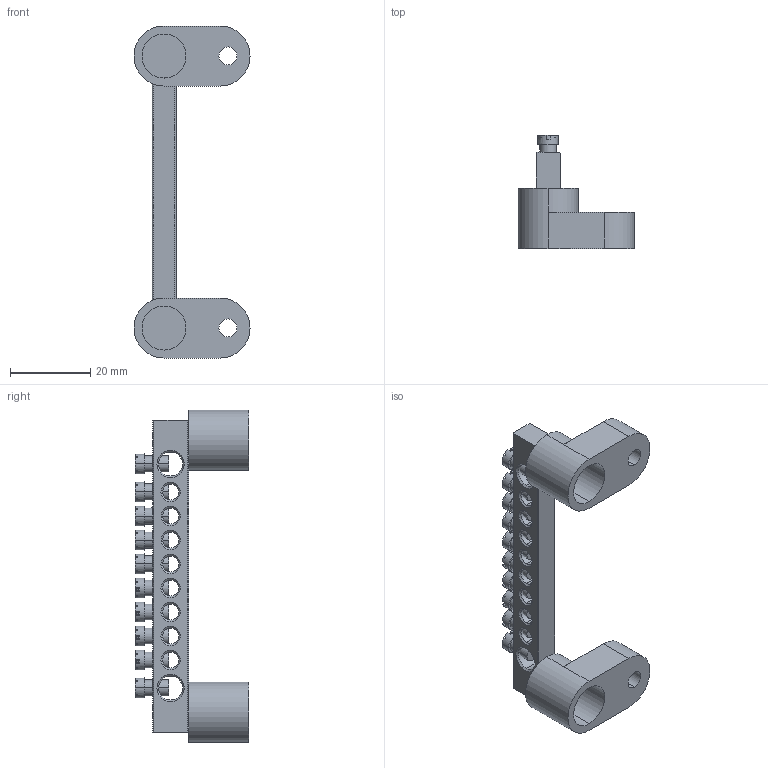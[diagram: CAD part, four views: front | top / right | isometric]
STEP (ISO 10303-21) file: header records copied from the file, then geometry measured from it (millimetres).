
FILE_DESCRIPTION (( 'STEP AP214' ), '1' );
FILE_NAME ('YNN10-69-10C2-K05 Øèíà PE çåìëÿ íà äâóõ óãëîâûõ èçîë ØÍÈ-6õ9-10-Ó2-Æ ÈÝÊ.STEP', '2016-08-24T06:12:37', ( 'user' ), ( '' ), 'SwSTEP 2.0', 'SolidWorks 2014', '' );
FILE_SCHEMA (( 'AUTOMOTIVE_DESIGN' ));
Length unit declared in the file: millimetre
Products named in the file (4): YNN10-69-10C2-K05 Øèíà PE çåìëÿ íà äâóõ óãëîâûõ èçîë ØÍÈ-6õ9-10-Ó2-Æ ÈÝÊ; Óãëîâîé èçîëÿòîð äëÿ 0 øèíû æ¸ëòûé; Øèíà ÂõÍ n-2_6å9 10-2; Âèíò_Œ4
Assembly tree (13 placements, depth 2):
  YNN10-69-10C2-K05 Øèíà PE çåìëÿ íà äâóõ óãëîâûõ èçîë ØÍÈ-6õ9-10-Ó2-Æ ÈÝÊ
    Óãëîâîé èçîëÿòîð äëÿ 0 øèíû æ¸ëòûé  x2
    Øèíà ÂõÍ n-2_6å9 10-2
    Âèíò_Œ4  x10
Bounding box: 29 x 28.3 x 83 mm (x, y, z)
Volume: 10839.9 mm3; surface area: 9089.4 mm2
Topology: 13 solids, 13 shells, 544 faces, 1450 edges, 934 vertices
Faces by surface type: plane 332, cone 114, cylinder 98
Entity records: 6191 total; most frequent: CARTESIAN_POINT 1478, DIRECTION 943, ORIENTED_EDGE 842, EDGE_CURVE 421, AXIS2_PLACEMENT_3D 370, VERTEX_POINT 259, EDGE_LOOP 220, LINE 203
